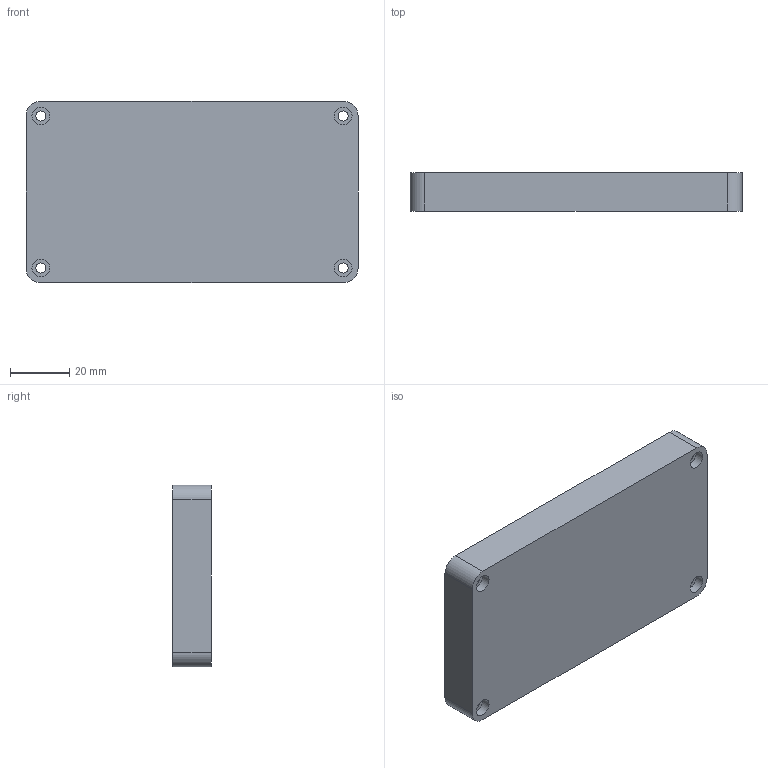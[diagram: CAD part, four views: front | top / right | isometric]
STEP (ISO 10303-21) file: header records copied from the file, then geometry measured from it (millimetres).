
FILE_DESCRIPTION(/* description */ (''),/* implementation_level */ '2;1');
FILE_NAME(/* name */ 'MacroPad_BOTTOM.step',/* time_stamp */ '2025-11-29T21:09:47-08:00',/* author */ (''),/* organization */ (''),/* preprocessor_version */ 'ST-DEVELOPER v20.1',/* originating_system */ 'Autodesk Translation Framework v14.21.0.0',/* authorisation */ '');
FILE_SCHEMA (('AUTOMOTIVE_DESIGN { 1 0 10303 214 3 1 1 }'));
Length unit declared in the file: millimetre
Products named in the file (2): 2025-11-29-19-26-50-837; 2025-11-29-19-37-05-076
Assembly tree (1 placements, depth 2):
  2025-11-29-19-26-50-837
    2025-11-29-19-37-05-076
Bounding box: 112 x 13 x 61.3 mm (x, y, z)
Volume: 48692 mm3; surface area: 21127.4 mm2
Topology: 1 solids, 1 shells, 31 faces, 74 edges, 49 vertices
Faces by surface type: plane 17, cylinder 13, bspline 1
Full cylindrical faces by diameter (mm): 3.4 x4, 6 x4
Entity records: 984 total; most frequent: CARTESIAN_POINT 170, DIRECTION 167, ORIENTED_EDGE 148, EDGE_CURVE 74, AXIS2_PLACEMENT_3D 61, VERTEX_POINT 49, LINE 45, VECTOR 45
